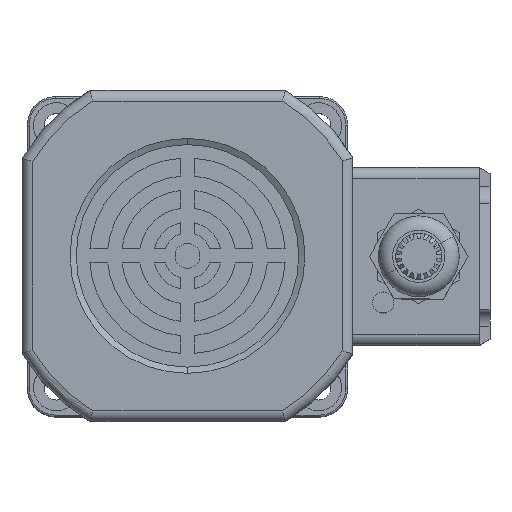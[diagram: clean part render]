
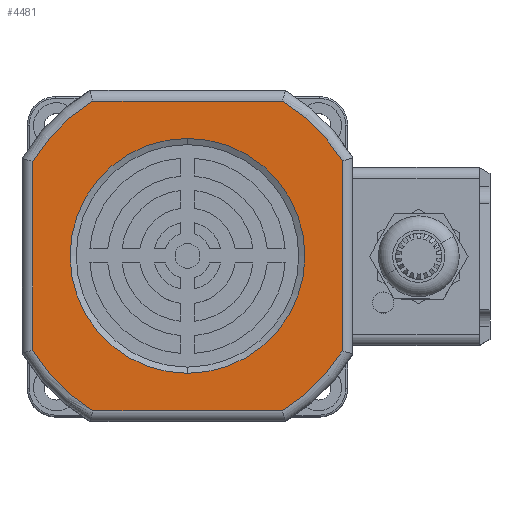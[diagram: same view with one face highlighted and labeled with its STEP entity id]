
A CAD part, top view. The second image highlights one B-rep face of the part: STEP entity #4481.
In plain terms, the highlighted face is planar.
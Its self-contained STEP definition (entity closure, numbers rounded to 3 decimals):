
#75 = DIRECTION ( 'NONE',  ( 0., 0., -1. ) ) ;
#397 = ORIENTED_EDGE ( 'NONE', *, *, #7714, .T. ) ;
#762 = EDGE_CURVE ( 'NONE', #23056, #3269, #15994, .T. ) ;
#1319 = LINE ( 'NONE', #8735, #11887 ) ;
#1468 = CIRCLE ( 'NONE', #14365, 33. ) ;
#2136 = ORIENTED_EDGE ( 'NONE', *, *, #20571, .F. ) ;
#3269 = VERTEX_POINT ( 'NONE', #17623 ) ;
#3282 = VERTEX_POINT ( 'NONE', #17363 ) ;
#3729 = VERTEX_POINT ( 'NONE', #9267 ) ;
#3732 = CARTESIAN_POINT ( 'NONE',  ( 0.05, 0., 43.5 ) ) ;
#3833 = DIRECTION ( 'NONE',  ( -1., 0., 0. ) ) ;
#4281 = DIRECTION ( 'NONE',  ( 0., -1., 0. ) ) ;
#4312 = CARTESIAN_POINT ( 'NONE',  ( -43.5, 0., 0. ) ) ;
#4481 = ADVANCED_FACE ( 'NONE', ( #14082, #25275 ), #23465, .F. ) ;
#4831 = CARTESIAN_POINT ( 'NONE',  ( -26.572, 0., 43.5 ) ) ;
#4854 = DIRECTION ( 'NONE',  ( 0., -1., 0. ) ) ;
#5693 = AXIS2_PLACEMENT_3D ( 'NONE', #8894, #23603, #11009 ) ;
#5970 = EDGE_LOOP ( 'NONE', ( #14634, #397, #23527, #13640, #19275, #21261, #6463, #23879 ) ) ;
#6091 = VECTOR ( 'NONE', #26157, 1000. ) ;
#6463 = ORIENTED_EDGE ( 'NONE', *, *, #15265, .T. ) ;
#6645 = CARTESIAN_POINT ( 'NONE',  ( 0., 0., 0. ) ) ;
#7069 = LINE ( 'NONE', #3732, #23188 ) ;
#7251 = CARTESIAN_POINT ( 'NONE',  ( 0.05, 0., -43.5 ) ) ;
#7388 = LINE ( 'NONE', #7251, #6091 ) ;
#7578 = VERTEX_POINT ( 'NONE', #18860 ) ;
#7591 = VERTEX_POINT ( 'NONE', #8362 ) ;
#7714 = EDGE_CURVE ( 'NONE', #20767, #7578, #22893, .T. ) ;
#8281 = DIRECTION ( 'NONE',  ( 0., -1., 0. ) ) ;
#8362 = CARTESIAN_POINT ( 'NONE',  ( 26.673, 0., 43.5 ) ) ;
#8735 = CARTESIAN_POINT ( 'NONE',  ( 43.5, 0., 0. ) ) ;
#8744 = DIRECTION ( 'NONE',  ( 0., 0., -1. ) ) ;
#8894 = CARTESIAN_POINT ( 'NONE',  ( 0.05, 0., 0. ) ) ;
#8897 = AXIS2_PLACEMENT_3D ( 'NONE', #6645, #21348, #8744 ) ;
#9267 = CARTESIAN_POINT ( 'NONE',  ( 0., 0., -33. ) ) ;
#10170 = DIRECTION ( 'NONE',  ( 0., -1., 0. ) ) ;
#10344 = VERTEX_POINT ( 'NONE', #14120 ) ;
#10430 = CARTESIAN_POINT ( 'NONE',  ( 43.5, 0., -26.705 ) ) ;
#11009 = DIRECTION ( 'NONE',  ( 0., 0., 1. ) ) ;
#11149 = EDGE_CURVE ( 'NONE', #12196, #3282, #1319, .T. ) ;
#11744 = CIRCLE ( 'NONE', #8897, 33. ) ;
#11887 = VECTOR ( 'NONE', #19317, 1000. ) ;
#12196 = VERTEX_POINT ( 'NONE', #10430 ) ;
#12482 = VERTEX_POINT ( 'NONE', #13975 ) ;
#13640 = ORIENTED_EDGE ( 'NONE', *, *, #22762, .T. ) ;
#13975 = CARTESIAN_POINT ( 'NONE',  ( 26.673, 0., -43.5 ) ) ;
#14082 = FACE_OUTER_BOUND ( 'NONE', #5970, .T. ) ;
#14120 = CARTESIAN_POINT ( 'NONE',  ( 0., 0., 33. ) ) ;
#14365 = AXIS2_PLACEMENT_3D ( 'NONE', #20911, #8281, #22995 ) ;
#14634 = ORIENTED_EDGE ( 'NONE', *, *, #24956, .T. ) ;
#15265 = EDGE_CURVE ( 'NONE', #7591, #23056, #7069, .T. ) ;
#15994 = CIRCLE ( 'NONE', #18016, 51. ) ;
#16929 = CARTESIAN_POINT ( 'NONE',  ( 0.05, 0., 0. ) ) ;
#17363 = CARTESIAN_POINT ( 'NONE',  ( 43.5, 0., 26.705 ) ) ;
#17553 = EDGE_LOOP ( 'NONE', ( #2136, #19619 ) ) ;
#17623 = CARTESIAN_POINT ( 'NONE',  ( -43.5, 0., 26.54 ) ) ;
#18016 = AXIS2_PLACEMENT_3D ( 'NONE', #20683, #4854, #18932 ) ;
#18142 = AXIS2_PLACEMENT_3D ( 'NONE', #16929, #4281, #19022 ) ;
#18520 = VECTOR ( 'NONE', #75, 1000. ) ;
#18860 = CARTESIAN_POINT ( 'NONE',  ( -26.572, 0., -43.5 ) ) ;
#18932 = DIRECTION ( 'NONE',  ( 0., 0., 1. ) ) ;
#19022 = DIRECTION ( 'NONE',  ( 0., 0., 1. ) ) ;
#19275 = ORIENTED_EDGE ( 'NONE', *, *, #11149, .T. ) ;
#19317 = DIRECTION ( 'NONE',  ( 0., 0., 1. ) ) ;
#19619 = ORIENTED_EDGE ( 'NONE', *, *, #21434, .F. ) ;
#19791 = CIRCLE ( 'NONE', #18142, 51. ) ;
#20295 = CARTESIAN_POINT ( 'NONE',  ( -43.5, 0., -26.54 ) ) ;
#20571 = EDGE_CURVE ( 'NONE', #3729, #10344, #11744, .T. ) ;
#20683 = CARTESIAN_POINT ( 'NONE',  ( 0.05, 0., 0. ) ) ;
#20767 = VERTEX_POINT ( 'NONE', #20295 ) ;
#20911 = CARTESIAN_POINT ( 'NONE',  ( 0., 0., 0. ) ) ;
#21261 = ORIENTED_EDGE ( 'NONE', *, *, #25443, .T. ) ;
#21348 = DIRECTION ( 'NONE',  ( 0., -1., 0. ) ) ;
#21434 = EDGE_CURVE ( 'NONE', #10344, #3729, #1468, .T. ) ;
#22494 = AXIS2_PLACEMENT_3D ( 'NONE', #23866, #23238, #23204 ) ;
#22546 = EDGE_CURVE ( 'NONE', #7578, #12482, #7388, .T. ) ;
#22762 = EDGE_CURVE ( 'NONE', #12482, #12196, #24477, .T. ) ;
#22774 = CARTESIAN_POINT ( 'NONE',  ( 0.05, 0., 0. ) ) ;
#22893 = CIRCLE ( 'NONE', #5693, 51. ) ;
#22995 = DIRECTION ( 'NONE',  ( 0., 0., -1. ) ) ;
#23056 = VERTEX_POINT ( 'NONE', #4831 ) ;
#23188 = VECTOR ( 'NONE', #3833, 1000. ) ;
#23204 = DIRECTION ( 'NONE',  ( 0., 0., 1. ) ) ;
#23238 = DIRECTION ( 'NONE',  ( 0., 1., 0. ) ) ;
#23465 = PLANE ( 'NONE',  #22494 ) ;
#23527 = ORIENTED_EDGE ( 'NONE', *, *, #22546, .T. ) ;
#23603 = DIRECTION ( 'NONE',  ( 0., -1., 0. ) ) ;
#23866 = CARTESIAN_POINT ( 'NONE',  ( 0.05, 0., 0. ) ) ;
#23879 = ORIENTED_EDGE ( 'NONE', *, *, #762, .T. ) ;
#24083 = LINE ( 'NONE', #4312, #18520 ) ;
#24477 = CIRCLE ( 'NONE', #25626, 51. ) ;
#24896 = DIRECTION ( 'NONE',  ( 0., 0., 1. ) ) ;
#24956 = EDGE_CURVE ( 'NONE', #3269, #20767, #24083, .T. ) ;
#25275 = FACE_BOUND ( 'NONE', #17553, .T. ) ;
#25443 = EDGE_CURVE ( 'NONE', #3282, #7591, #19791, .T. ) ;
#25626 = AXIS2_PLACEMENT_3D ( 'NONE', #22774, #10170, #24896 ) ;
#26157 = DIRECTION ( 'NONE',  ( 1., 0., 0. ) ) ;
